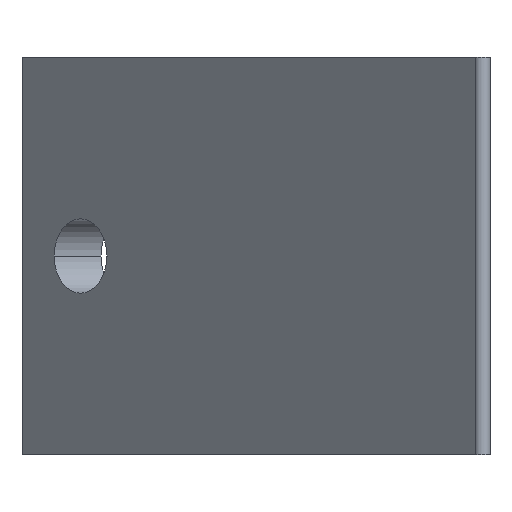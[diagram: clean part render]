
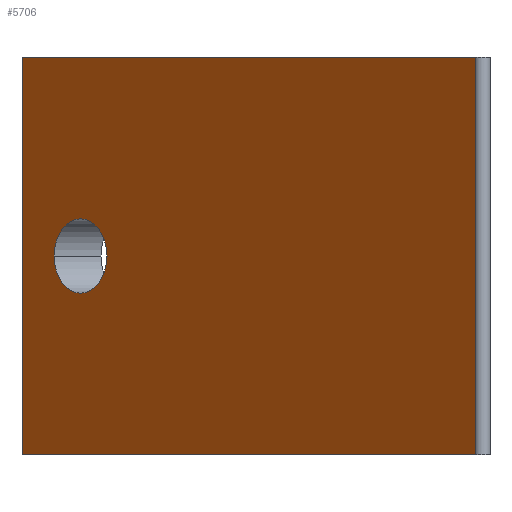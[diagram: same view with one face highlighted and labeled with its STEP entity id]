
A CAD part, left-side view. The second image highlights one B-rep face of the part: STEP entity #5706.
In plain terms, the highlighted planar face has unit normal (-0.707, 0.707, 0).
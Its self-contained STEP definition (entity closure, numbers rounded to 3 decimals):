
#129 = VERTEX_POINT ( 'NONE', #6499 ) ;
#226 = VECTOR ( 'NONE', #3628, 1000. ) ;
#635 = AXIS2_PLACEMENT_3D ( 'NONE', #2380, #6095, #2906 ) ;
#703 = EDGE_CURVE ( 'NONE', #5441, #6035, #3290, .T. ) ;
#742 = VERTEX_POINT ( 'NONE', #6119 ) ;
#764 = ORIENTED_EDGE ( 'NONE', *, *, #6731, .T. ) ;
#1338 = DIRECTION ( 'NONE',  ( -0.707, -0.707, 0. ) ) ;
#1481 = VECTOR ( 'NONE', #5266, 1000. ) ;
#1523 = CARTESIAN_POINT ( 'NONE',  ( 10471.824, 2773.385, 24. ) ) ;
#1937 = DIRECTION ( 'NONE',  ( 0.707, 0.707, 0. ) ) ;
#2351 = FACE_BOUND ( 'NONE', #2956, .T. ) ;
#2380 = CARTESIAN_POINT ( 'NONE',  ( 10468.642, 2770.203, 24. ) ) ;
#2434 = CIRCLE ( 'NONE', #6505, 4.5 ) ;
#2483 = VECTOR ( 'NONE', #1338, 1000. ) ;
#2516 = FACE_OUTER_BOUND ( 'NONE', #5925, .T. ) ;
#2597 = CARTESIAN_POINT ( 'NONE',  ( 10475.713, 2777.274, 10. ) ) ;
#2735 = VERTEX_POINT ( 'NONE', #4344 ) ;
#2785 = DIRECTION ( 'NONE',  ( 0.707, -0.707, 0. ) ) ;
#2906 = DIRECTION ( 'NONE',  ( 0.707, 0.707, 0. ) ) ;
#2956 = EDGE_LOOP ( 'NONE', ( #6845, #4603 ) ) ;
#3053 = LINE ( 'NONE', #3090, #226 ) ;
#3090 = CARTESIAN_POINT ( 'NONE',  ( 10420.852, 2722.412, 10. ) ) ;
#3123 = DIRECTION ( 'NONE',  ( 0., 0., -1. ) ) ;
#3218 = ORIENTED_EDGE ( 'NONE', *, *, #6522, .T. ) ;
#3247 = ORIENTED_EDGE ( 'NONE', *, *, #5067, .T. ) ;
#3290 = CIRCLE ( 'NONE', #635, 4.5 ) ;
#3323 = VERTEX_POINT ( 'NONE', #5453 ) ;
#3628 = DIRECTION ( 'NONE',  ( 0., 0., 1. ) ) ;
#3936 = CARTESIAN_POINT ( 'NONE',  ( 10475.713, 2777.274, 0. ) ) ;
#4135 = LINE ( 'NONE', #4747, #1481 ) ;
#4297 = CARTESIAN_POINT ( 'NONE',  ( 10465.46, 2767.021, 24. ) ) ;
#4344 = CARTESIAN_POINT ( 'NONE',  ( 10420.852, 2722.412, 48. ) ) ;
#4600 = CARTESIAN_POINT ( 'NONE',  ( 10475.713, 2777.274, 10. ) ) ;
#4603 = ORIENTED_EDGE ( 'NONE', *, *, #5470, .T. ) ;
#4747 = CARTESIAN_POINT ( 'NONE',  ( 10475.713, 2777.274, 48. ) ) ;
#4951 = AXIS2_PLACEMENT_3D ( 'NONE', #4600, #5146, #1937 ) ;
#4953 = LINE ( 'NONE', #2597, #6686 ) ;
#5067 = EDGE_CURVE ( 'NONE', #129, #742, #4953, .T. ) ;
#5146 = DIRECTION ( 'NONE',  ( 0.707, -0.707, 0. ) ) ;
#5266 = DIRECTION ( 'NONE',  ( -0.707, -0.707, 0. ) ) ;
#5441 = VERTEX_POINT ( 'NONE', #4297 ) ;
#5453 = CARTESIAN_POINT ( 'NONE',  ( 10420.852, 2722.412, 0. ) ) ;
#5470 = EDGE_CURVE ( 'NONE', #6035, #5441, #2434, .T. ) ;
#5706 = ADVANCED_FACE ( 'NONE', ( #2351, #2516 ), #6718, .F. ) ;
#5785 = ORIENTED_EDGE ( 'NONE', *, *, #6741, .F. ) ;
#5925 = EDGE_LOOP ( 'NONE', ( #3218, #764, #5785, #3247 ) ) ;
#5974 = CARTESIAN_POINT ( 'NONE',  ( 10468.642, 2770.203, 24. ) ) ;
#6035 = VERTEX_POINT ( 'NONE', #1523 ) ;
#6095 = DIRECTION ( 'NONE',  ( 0.707, -0.707, 0. ) ) ;
#6119 = CARTESIAN_POINT ( 'NONE',  ( 10475.713, 2777.274, 0. ) ) ;
#6499 = CARTESIAN_POINT ( 'NONE',  ( 10475.713, 2777.274, 48. ) ) ;
#6505 = AXIS2_PLACEMENT_3D ( 'NONE', #5974, #2785, #6520 ) ;
#6520 = DIRECTION ( 'NONE',  ( 0.707, 0.707, 0. ) ) ;
#6522 = EDGE_CURVE ( 'NONE', #742, #3323, #6727, .T. ) ;
#6686 = VECTOR ( 'NONE', #3123, 1000. ) ;
#6718 = PLANE ( 'NONE',  #4951 ) ;
#6727 = LINE ( 'NONE', #3936, #2483 ) ;
#6731 = EDGE_CURVE ( 'NONE', #3323, #2735, #3053, .T. ) ;
#6741 = EDGE_CURVE ( 'NONE', #129, #2735, #4135, .T. ) ;
#6845 = ORIENTED_EDGE ( 'NONE', *, *, #703, .T. ) ;
